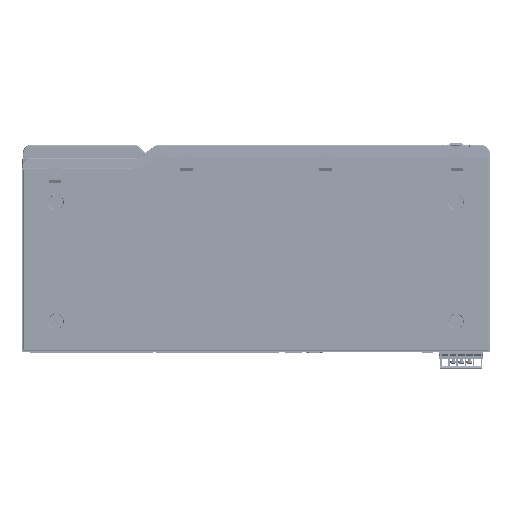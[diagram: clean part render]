
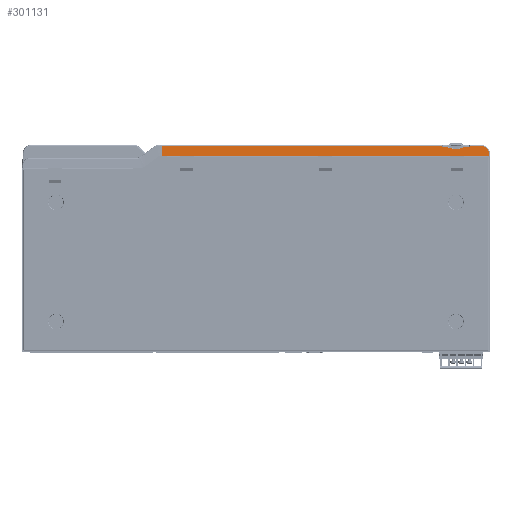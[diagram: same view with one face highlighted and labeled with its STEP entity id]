
A CAD part, front view. The second image highlights one B-rep face of the part: STEP entity #301131.
In plain terms, the highlighted planar face has unit normal (0, -0.999, 0.052).
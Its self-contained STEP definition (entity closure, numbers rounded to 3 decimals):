
#279778=DIRECTION('',(-1.,0.,0.));
#279779=VECTOR('',#279778,307.668);
#279780=CARTESIAN_POINT('',(219.001,0.,
185.));
#279781=LINE('',#279780,#279779);
#279788=CARTESIAN_POINT('',(219.001,0.,
185.));
#282223=DIRECTION('',(1.,0.,0.));
#282224=VECTOR('',#282223,4.967);
#282225=CARTESIAN_POINT('',(195.915,0.409,
192.81));
#282226=LINE('',#282225,#282224);
#282243=DIRECTION('',(-0.01,-0.052,
-0.999));
#282244=VECTOR('',#282243,1.243);
#282245=CARTESIAN_POINT('',(200.895,0.474,
194.052));
#282246=LINE('',#282245,#282244);
#282317=DIRECTION('',(-0.01,0.052,0.999));
#282318=VECTOR('',#282317,1.243);
#282319=CARTESIAN_POINT('',(175.118,0.409,
192.812));
#282320=LINE('',#282319,#282318);
#282333=DIRECTION('',(1.,0.,0.));
#282334=VECTOR('',#282333,4.967);
#282335=CARTESIAN_POINT('',(175.118,0.409,
192.812));
#282336=LINE('',#282335,#282334);
#282610=CARTESIAN_POINT('',(211.88,0.108,
187.058));
#282611=DIRECTION('',(0.,-0.999,0.052));
#282612=DIRECTION('',(0.999,0.003,0.051));
#282613=AXIS2_PLACEMENT_3D('',#282610,#282611,#282612);
#282615=DIRECTION('',(-0.052,0.052,0.997));
#282616=VECTOR('',#282615,2.423);
#282617=CARTESIAN_POINT('',(219.001,0.,
185.));
#282618=LINE('',#282617,#282616);
#282619=CARTESIAN_POINT('',(180.085,0.315,
191.015));
#282620=DIRECTION('',(0.,-0.999,0.052));
#282621=DIRECTION('',(0.389,0.048,0.92));
#282622=AXIS2_PLACEMENT_3D('',#282619,#282620,#282621);
#282624=CARTESIAN_POINT('',(195.216,0.402,
192.669));
#282625=CARTESIAN_POINT('',(192.941,0.352,
191.71));
#282626=CARTESIAN_POINT('',(188.,0.299,
190.711));
#282627=CARTESIAN_POINT('',(183.059,0.352,
191.71));
#282628=CARTESIAN_POINT('',(180.784,0.402,
192.669));
#282630=CARTESIAN_POINT('',(195.915,0.315,
191.015));
#282631=DIRECTION('',(0.,-0.999,0.052));
#282632=DIRECTION('',(0.,0.052,0.999));
#282633=AXIS2_PLACEMENT_3D('',#282630,#282631,#282632);
#282635=DIRECTION('',(1.,0.,0.));
#282636=VECTOR('',#282635,10.991);
#282637=CARTESIAN_POINT('',(200.895,0.474,
194.052));
#282638=LINE('',#282637,#282636);
#286514=DIRECTION('',(0.,0.052,0.999));
#286515=VECTOR('',#286514,9.065);
#286516=CARTESIAN_POINT('',(-88.667,0.,
185.));
#286517=LINE('',#286516,#286515);
#287599=DIRECTION('',(1.,0.,0.));
#287600=VECTOR('',#287599,263.772);
#287601=CARTESIAN_POINT('',(-88.667,0.474,
194.052));
#287602=LINE('',#287601,#287600);
#294569=VERTEX_POINT('',#279788);
#294619=CARTESIAN_POINT('',(-88.667,0.,
185.));
#294620=VERTEX_POINT('',#294619);
#294677=CARTESIAN_POINT('',(218.875,0.127,
187.417));
#294678=VERTEX_POINT('',#294677);
#294739=CARTESIAN_POINT('',(-88.667,0.474,
194.052));
#294740=VERTEX_POINT('',#294739);
#294817=CARTESIAN_POINT('',(211.888,0.474,
194.053));
#294818=VERTEX_POINT('',#294817);
#294819=CARTESIAN_POINT('',(175.105,0.474,
194.052));
#294820=VERTEX_POINT('',#294819);
#294821=CARTESIAN_POINT('',(195.915,0.409,
192.81));
#294822=CARTESIAN_POINT('',(200.882,0.409,
192.812));
#294823=VERTEX_POINT('',#294821);
#294824=VERTEX_POINT('',#294822);
#294898=CARTESIAN_POINT('',(200.895,0.474,
194.052));
#294899=VERTEX_POINT('',#294898);
#294900=CARTESIAN_POINT('',(175.118,0.409,
192.812));
#294901=VERTEX_POINT('',#294900);
#294903=CARTESIAN_POINT('',(195.216,0.402,
192.669));
#294904=VERTEX_POINT('',#294903);
#295005=CARTESIAN_POINT('',(180.085,0.409,
192.81));
#295006=VERTEX_POINT('',#295005);
#295010=VERTEX_POINT('',#282628);
#301106=CARTESIAN_POINT('',(220.,0.,185.));
#301107=DIRECTION('',(0.,0.999,-0.052));
#301108=DIRECTION('',(1.,0.,0.));
#301109=AXIS2_PLACEMENT_3D('',#301106,#301107,#301108);
#301110=PLANE('',#301109);
#301111=ORIENTED_EDGE('',*,*,#300424,.T.);
#301112=ORIENTED_EDGE('',*,*,#300440,.F.);
#301114=ORIENTED_EDGE('',*,*,#301113,.T.);
#301116=ORIENTED_EDGE('',*,*,#301115,.F.);
#301118=ORIENTED_EDGE('',*,*,#301117,.F.);
#301119=ORIENTED_EDGE('',*,*,#298580,.T.);
#301121=ORIENTED_EDGE('',*,*,#301120,.T.);
#301123=ORIENTED_EDGE('',*,*,#301122,.T.);
#301124=ORIENTED_EDGE('',*,*,#300659,.F.);
#301125=ORIENTED_EDGE('',*,*,#300676,.T.);
#301126=ORIENTED_EDGE('',*,*,#300353,.F.);
#301127=ORIENTED_EDGE('',*,*,#300396,.F.);
#301128=ORIENTED_EDGE('',*,*,#300410,.F.);
#301129=EDGE_LOOP('',(#301111,#301112,#301114,#301116,#301118,#301119,#301121,
#301123,#301124,#301125,#301126,#301127,#301128));
#301130=FACE_OUTER_BOUND('',#301129,.F.);
#301131=ADVANCED_FACE('',(#301130),#301110,.F.);
#282614=CIRCLE('',#282613,7.004);
#282623=CIRCLE('',#282622,1.798);
#282629=B_SPLINE_CURVE_WITH_KNOTS('',3,(#282624,#282625,#282626,#282627,
#282628),.UNSPECIFIED.,.F.,.F.,(4,1,4),(0.,0.5,1.),.UNSPECIFIED.);
#282634=CIRCLE('',#282633,1.798);
#298580=EDGE_CURVE('',#294569,#294620,#279781,.T.);
#300353=EDGE_CURVE('',#295010,#295006,#282623,.T.);
#300396=EDGE_CURVE('',#294904,#295010,#282629,.T.);
#300410=EDGE_CURVE('',#294823,#294904,#282634,.T.);
#300424=EDGE_CURVE('',#294823,#294824,#282226,.T.);
#300440=EDGE_CURVE('',#294899,#294824,#282246,.T.);
#300659=EDGE_CURVE('',#294901,#294820,#282320,.T.);
#300676=EDGE_CURVE('',#294901,#295006,#282336,.T.);
#301113=EDGE_CURVE('',#294899,#294818,#282638,.T.);
#301115=EDGE_CURVE('',#294678,#294818,#282614,.T.);
#301117=EDGE_CURVE('',#294569,#294678,#282618,.T.);
#301120=EDGE_CURVE('',#294620,#294740,#286517,.T.);
#301122=EDGE_CURVE('',#294740,#294820,#287602,.T.);
